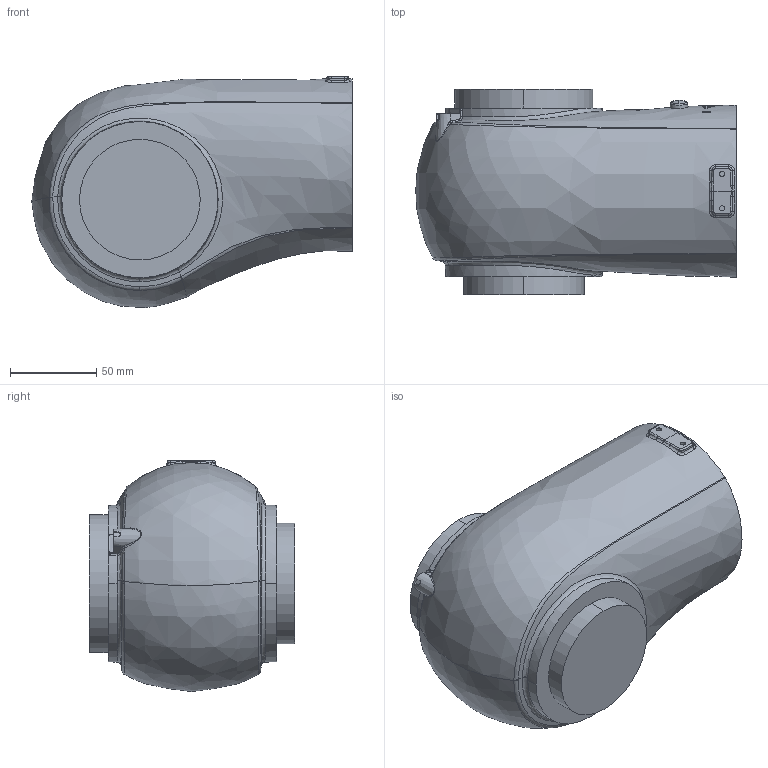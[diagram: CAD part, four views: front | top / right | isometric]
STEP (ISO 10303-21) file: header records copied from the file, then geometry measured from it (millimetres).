
FILE_DESCRIPTION (( 'STEP AP203' ), '1' );
FILE_NAME ('link3_Predeterminado_sldprt.STEP', '2023-06-14T01:22:52', ( '' ), ( '' ), 'SwSTEP 2.0', 'SolidWorks 2022', '' );
FILE_SCHEMA (( 'CONFIG_CONTROL_DESIGN' ));
Length unit declared in the file: millimetre
Products named in the file (1): link3_Predeterminado_sldprt
Bounding box: 185.91 x 119.2 x 134.15 mm (x, y, z)
Volume: 1691897.9 mm3; surface area: 86793.1 mm2
Topology: 1 solids, 1 shells, 337 faces, 750 edges, 426 vertices
Faces by surface type: bspline 120, cylinder 100, plane 58, sphere 42, torus 10, cone 7
Entity records: 15329 total; most frequent: CARTESIAN_POINT 8691, ORIENTED_EDGE 1500, DIRECTION 1203, EDGE_CURVE 750, AXIS2_PLACEMENT_3D 510, VERTEX_POINT 426, EDGE_LOOP 348, FACE_OUTER_BOUND 337
